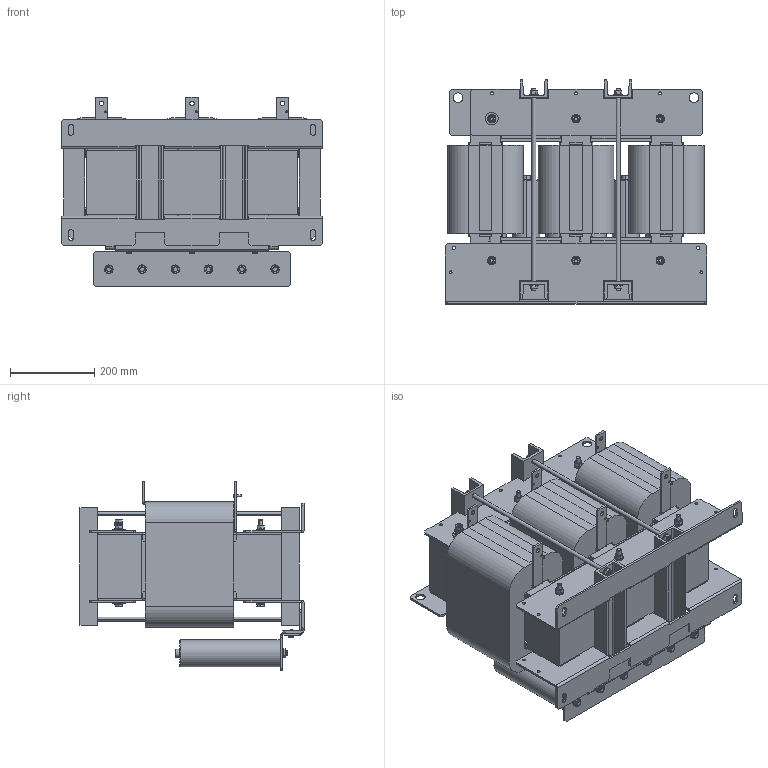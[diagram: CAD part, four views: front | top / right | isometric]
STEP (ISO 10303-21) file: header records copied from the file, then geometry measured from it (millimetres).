
FILE_DESCRIPTION (( 'STEP AP214' ), '1' );
FILE_NAME ('Baugruppe B 1002055.STEP', '2014-04-24T10:33:32', ( '' ), ( '' ), 'SwSTEP 2.0', 'SolidWorks 2012', '' );
FILE_SCHEMA (( 'AUTOMOTIVE_DESIGN' ));
Length unit declared in the file: millimetre
Products named in the file (27): +3810-0090; #050-0967; #700-1359; hex thin nut chamfered gradeab_din_Hexagon Thin Nut ISO 4035 - M12 - N; toothed lock washer 1_din_DIN 6797-A13; pan head cross recess screw_din_ISO 7045 - M6 x 16 - Z --- 16N; plain washer grade a_din_Washer DIN 125 - A 6.4; pan head cross recess screw_din_ISO 7045 - M4 x 16 - Z --- 16N; plain washer grade a_din_Washer DIN 125 - A 4.3; curved spring lock washer_din_Spring washer DIN 128 - A10; hex nut style 1 gradeab_din_Hexagon Nut ISO 4032 - M10 - D - N; plain washer grade a_din_Washer DIN 125 - A 10.5; plain washer large_din_Washer DIN 9021 - 10.5; Isolierbuchse M10_M05; M10x200DIN933; #040-1296; #040-1297; #050-0899; #144-0211; #080-0623; Alu-Platte 140x90x3mm; #700-1351; #700-1352; Kern f黵 B 1002055; HGW-Platte 210x148x1mm; Wickel f黵 B 1002055; Baugruppe B 1002055
Assembly tree (129 placements, depth 2):
  Baugruppe B 1002055
    Wickel f黵 B 1002055  x3
    HGW-Platte 210x148x1mm  x6
    Kern f黵 B 1002055
    #700-1352  x3
    #700-1351  x3
    Alu-Platte 140x90x3mm  x8
    #080-0623  x2
    #144-0211  x6
    #050-0899
    #040-1297
    #040-1296
    M10x200DIN933  x6
    Isolierbuchse M10_M05  x10
    plain washer large_din_Washer DIN 9021 - 10.5  x2
    plain washer grade a_din_Washer DIN 125 - A 10.5  x22
    hex nut style 1 gradeab_din_Hexagon Nut ISO 4032 - M10 - D - N  x15
    curved spring lock washer_din_Spring washer DIN 128 - A10
    plain washer grade a_din_Washer DIN 125 - A 4.3  x3
    pan head cross recess screw_din_ISO 7045 - M4 x 16 - Z --- 16N  x3
    plain washer grade a_din_Washer DIN 125 - A 6.4  x3
    pan head cross recess screw_din_ISO 7045 - M6 x 16 - Z --- 16N  x3
    toothed lock washer 1_din_DIN 6797-A13  x6
    hex thin nut chamfered gradeab_din_Hexagon Thin Nut ISO 4035 - M12 - N  x6
    #700-1359  x4
    #050-0967  x4
    +3810-0090  x6
Bounding box: 620 x 532 x 451 mm (x, y, z)
Volume: 57271632.7 mm3; surface area: 4897857.2 mm2
Topology: 129 solids, 129 shells, 2467 faces, 5875 edges, 3674 vertices
Faces by surface type: plane 1212, cylinder 769, cone 412, torus 62, sphere 12
Entity records: 22221 total; most frequent: CARTESIAN_POINT 4008, DIRECTION 3710, ORIENTED_EDGE 3304, EDGE_CURVE 1652, AXIS2_PLACEMENT_3D 1356, VERTEX_POINT 1050, LINE 998, VECTOR 998
